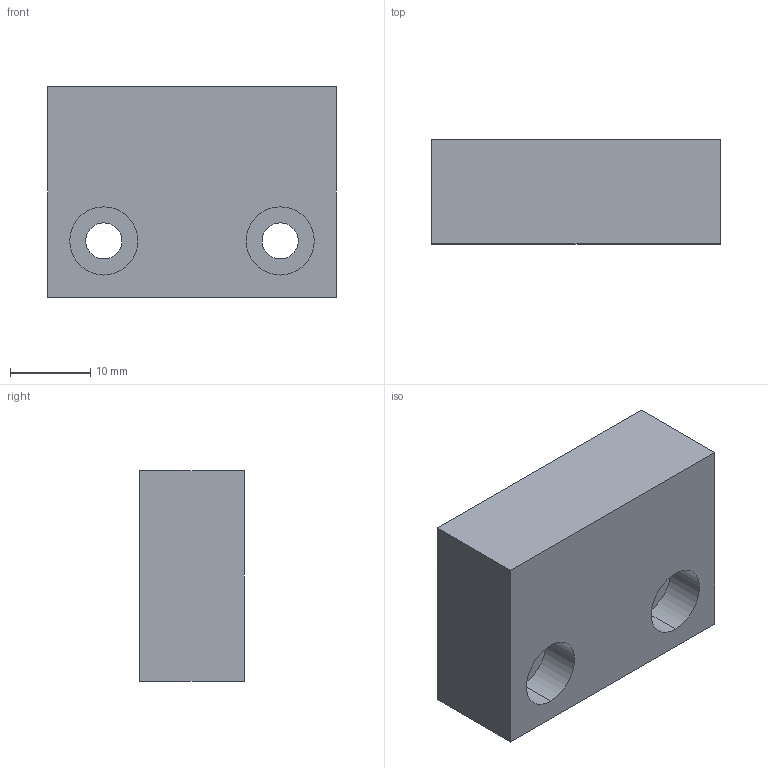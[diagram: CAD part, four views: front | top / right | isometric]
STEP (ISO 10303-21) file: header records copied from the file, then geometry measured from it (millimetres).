
FILE_DESCRIPTION (( 'STEP AP214' ), '1' );
FILE_NAME ('M125ZL000KIT.STEP', '2021-04-12T13:40:02', ( '' ), ( '' ), 'SwSTEP 2.0', 'SolidWorks 2020', '' );
FILE_SCHEMA (( 'AUTOMOTIVE_DESIGN' ));
Length unit declared in the file: millimetre
Products named in the file (3): 1M1200000000_corpo pieno per cliente; M125ZL000KIT; 1N5201000000
Assembly tree (2 placements, depth 2):
  M125ZL000KIT
    1M1200000000_corpo pieno per cliente
    1N5201000000
Bounding box: 36 x 13 x 26.2 mm (x, y, z)
Volume: 11382.9 mm3; surface area: 5642.6 mm2
Topology: 2 solids, 2 shells, 60 faces, 138 edges, 88 vertices
Faces by surface type: plane 30, cylinder 18, torus 12
Entity records: 1824 total; most frequent: DIRECTION 328, CARTESIAN_POINT 291, ORIENTED_EDGE 276, EDGE_CURVE 138, AXIS2_PLACEMENT_3D 125, VERTEX_POINT 88, VECTOR 78, LINE 78
